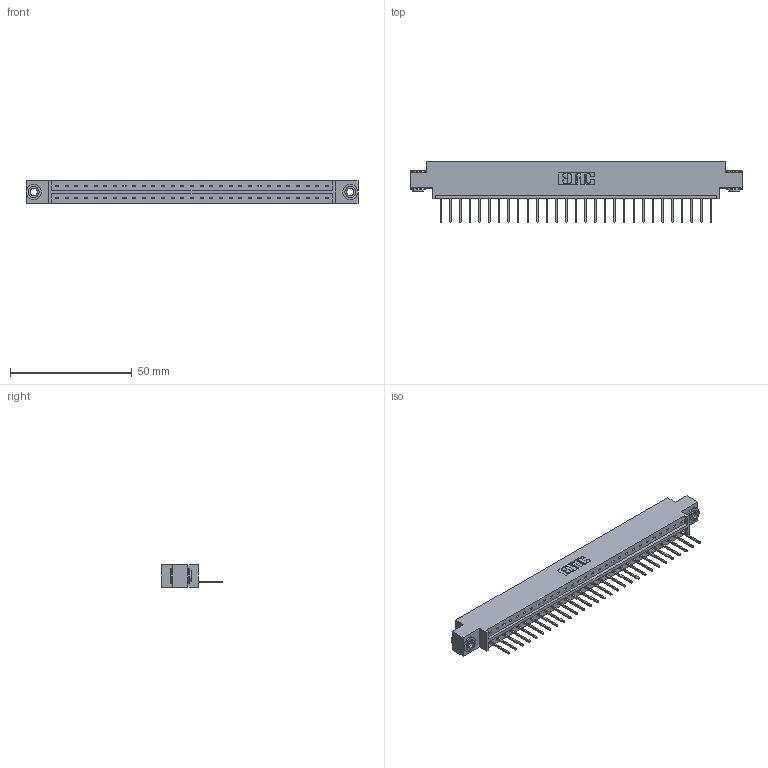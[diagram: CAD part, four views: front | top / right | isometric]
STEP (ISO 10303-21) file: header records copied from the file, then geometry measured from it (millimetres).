
FILE_DESCRIPTION (( 'STEP AP203' ), '1' );
FILE_NAME ('833-029-523-603.STEP', '2020-06-02T10:44:26', ( '' ), ( '' ), 'SwSTEP 2.0', 'SolidWorks 2020', '' );
FILE_SCHEMA (( 'CONFIG_CONTROL_DESIGN' ));
Length unit declared in the file: inch
Products named in the file (4): 833 Part_Offset - .156 Dia - TH; 833-029-523-603; 345-250-002_345-250-002-102; 345-292-001_345-293-123
Assembly tree (32 placements, depth 2):
  833-029-523-603
    833 Part_Offset - .156 Dia - TH
    345-292-001_345-293-123  x29
    345-250-002_345-250-002-102  x2
Bounding box: 136.45 x 25.15 x 9.4 mm (x, y, z)
Volume: 13399.2 mm3; surface area: 14867.9 mm2
Topology: 32 solids, 32 shells, 1838 faces, 5503 edges, 3626 vertices
Faces by surface type: plane 1302, cylinder 528, cone 8
Entity records: 20210 total; most frequent: CARTESIAN_POINT 3468, ORIENTED_EDGE 3426, DIRECTION 2985, EDGE_CURVE 1713, VECTOR 1561, LINE 1561, VERTEX_POINT 1138, AXIS2_PLACEMENT_3D 712
